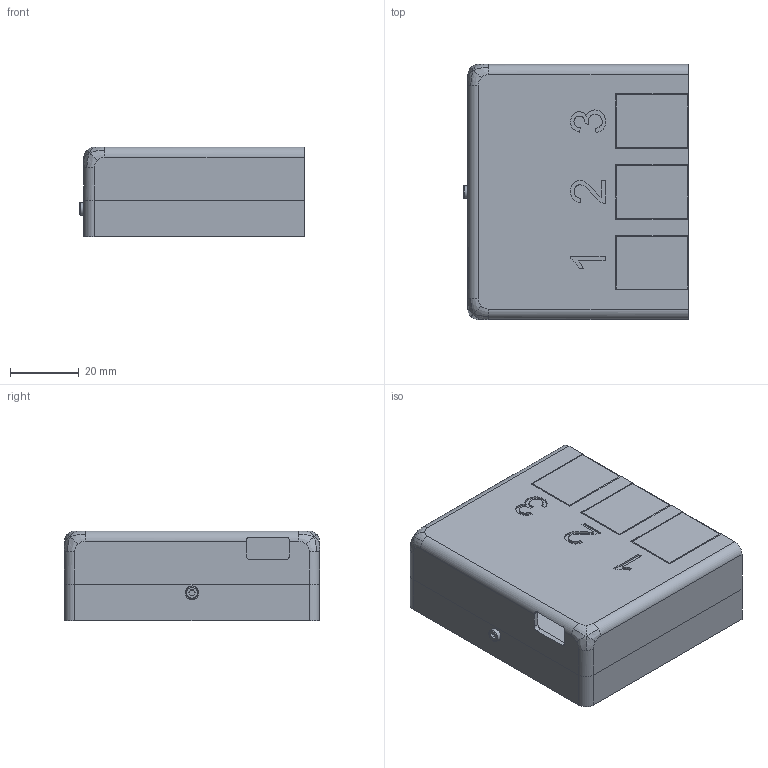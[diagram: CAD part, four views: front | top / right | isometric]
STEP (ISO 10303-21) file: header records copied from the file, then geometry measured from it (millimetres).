
FILE_DESCRIPTION(/* description */ (''),/* implementation_level */ '2;1');
FILE_NAME(/* name */ 'Vince''s Stuff/3D Models/3D Printing/CadetYokev2/FINAL/Electronics_Housing.step',/* time_stamp */ '2021-05-19T10:39:18-04:00',/* author */ (''),/* organization */ (''),/* preprocessor_version */ 'ST-DEVELOPER v18.1',/* originating_system */ 'Autodesk Translation Framework v10.6.0.1341',/* authorisation */ '');
FILE_SCHEMA (('AUTOMOTIVE_DESIGN { 1 0 10303 214 3 1 1 }'));
Length unit declared in the file: millimetre
Products named in the file (7): Electronics Housing; Lid; Base; Misc.; M2x3 Threaded Insert; CAT5; M2x4
Assembly tree (12 placements, depth 3):
  Electronics Housing
    Lid
    Base
    Misc.
      M2x3 Threaded Insert  x3
      M2x4  x3
      CAT5  x3
Bounding box: 65.25 x 74 x 26.05 mm (x, y, z)
Volume: 35331.1 mm3; surface area: 41748.7 mm2
Topology: 38 solids, 38 shells, 1087 faces, 2870 edges, 1882 vertices
Faces by surface type: plane 530, cylinder 436, bspline 85, cone 15, sphere 12, torus 9
Full cylindrical faces by diameter (mm): 1 x24, 1.478 x24, 1.5 x42, 1.623 x12, 1.933 x36, 2 x1, 2.074 x6, 2.5 x2, 2.9 x3, 3 x3, 3.6 x3, 4 x1, 4.5 x2
Entity records: 20023 total; most frequent: CARTESIAN_POINT 8045, ORIENTED_EDGE 2584, DIRECTION 2176, EDGE_CURVE 1292, VERTEX_POINT 846, LINE 762, VECTOR 762, AXIS2_PLACEMENT_3D 707
